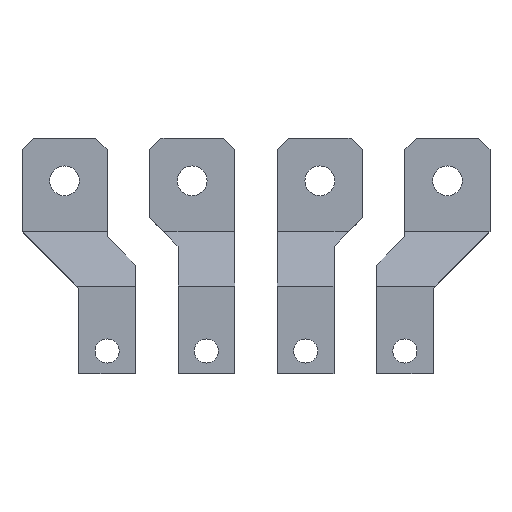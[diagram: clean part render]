
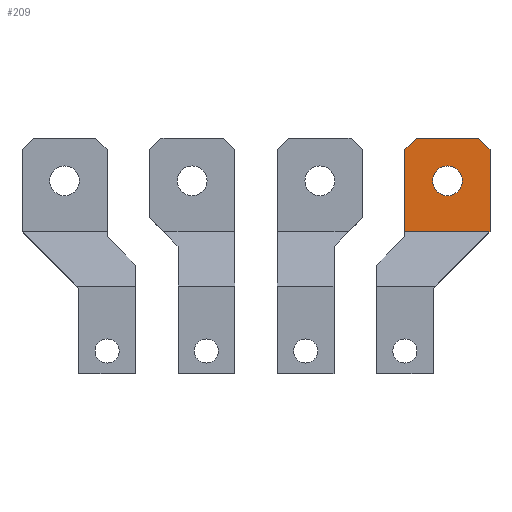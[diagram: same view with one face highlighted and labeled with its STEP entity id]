
A CAD part, front view. The second image highlights one B-rep face of the part: STEP entity #209.
In plain terms, the highlighted planar face has unit normal (0, -1, 0).
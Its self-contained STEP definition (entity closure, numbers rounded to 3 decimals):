
#148=AXIS2_PLACEMENT_3D('Plane Axis2P3D',#145,#146,#147) ;
#193=AXIS2_PLACEMENT_3D('Circle Axis2P3D',#191,#192,$) ;
#202=AXIS2_PLACEMENT_3D('Circle Axis2P3D',#200,#201,$) ;
#107=CARTESIAN_POINT('Vertex',(100.,25.,146.)) ;
#110=CARTESIAN_POINT('Line Origine',(85.,25.,146.)) ;
#114=CARTESIAN_POINT('Vertex',(70.,25.,146.)) ;
#145=CARTESIAN_POINT('Axis2P3D Location',(0.,25.,180.)) ;
#150=CARTESIAN_POINT('Line Origine',(98.,25.,177.)) ;
#154=CARTESIAN_POINT('Vertex',(100.,25.,175.)) ;
#156=CARTESIAN_POINT('Vertex',(96.,25.,179.)) ;
#159=CARTESIAN_POINT('Line Origine',(85.,25.,179.)) ;
#163=CARTESIAN_POINT('Vertex',(74.,25.,179.)) ;
#166=CARTESIAN_POINT('Line Origine',(72.,25.,177.)) ;
#170=CARTESIAN_POINT('Vertex',(70.,25.,175.)) ;
#173=CARTESIAN_POINT('Line Origine',(70.,25.,160.5)) ;
#178=CARTESIAN_POINT('Line Origine',(100.,25.,160.5)) ;
#191=CARTESIAN_POINT('Axis2P3D Location',(85.,25.,164.)) ;
#195=CARTESIAN_POINT('Vertex',(79.75,25.,164.)) ;
#197=CARTESIAN_POINT('Vertex',(90.25,25.,164.)) ;
#200=CARTESIAN_POINT('Axis2P3D Location',(85.,25.,164.)) ;
#111=DIRECTION('Vector Direction',(-1.,0.,0.)) ;
#146=DIRECTION('Axis2P3D Direction',(0.,1.,0.)) ;
#147=DIRECTION('Axis2P3D XDirection',(0.,0.,-1.)) ;
#151=DIRECTION('Vector Direction',(-0.707,0.,0.707)) ;
#160=DIRECTION('Vector Direction',(1.,0.,0.)) ;
#167=DIRECTION('Vector Direction',(0.707,0.,0.707)) ;
#174=DIRECTION('Vector Direction',(0.,0.,-1.)) ;
#179=DIRECTION('Vector Direction',(0.,0.,-1.)) ;
#192=DIRECTION('Axis2P3D Direction',(0.,1.,0.)) ;
#201=DIRECTION('Axis2P3D Direction',(0.,1.,0.)) ;
#112=VECTOR('Line Direction',#111,1.) ;
#152=VECTOR('Line Direction',#151,1.) ;
#161=VECTOR('Line Direction',#160,1.) ;
#168=VECTOR('Line Direction',#167,1.) ;
#175=VECTOR('Line Direction',#174,1.) ;
#180=VECTOR('Line Direction',#179,1.) ;
#184=ORIENTED_EDGE('',*,*,#158,.T.) ;
#185=ORIENTED_EDGE('',*,*,#165,.F.) ;
#186=ORIENTED_EDGE('',*,*,#172,.F.) ;
#187=ORIENTED_EDGE('',*,*,#177,.T.) ;
#188=ORIENTED_EDGE('',*,*,#116,.F.) ;
#189=ORIENTED_EDGE('',*,*,#182,.F.) ;
#206=ORIENTED_EDGE('',*,*,#199,.T.) ;
#207=ORIENTED_EDGE('',*,*,#204,.T.) ;
#208=FACE_BOUND('',#205,.T.) ;
#209=ADVANCED_FACE('Terminali anteriori divaricati ES superiori',(#190,#208),#149,.F.) ;
#194=CIRCLE('generated circle',#193,5.25) ;
#203=CIRCLE('generated circle',#202,5.25) ;
#116=EDGE_CURVE('',#108,#115,#113,.T.) ;
#158=EDGE_CURVE('',#155,#157,#153,.T.) ;
#165=EDGE_CURVE('',#164,#157,#162,.T.) ;
#172=EDGE_CURVE('',#171,#164,#169,.T.) ;
#177=EDGE_CURVE('',#171,#115,#176,.T.) ;
#182=EDGE_CURVE('',#155,#108,#181,.T.) ;
#199=EDGE_CURVE('',#196,#198,#194,.T.) ;
#204=EDGE_CURVE('',#198,#196,#203,.T.) ;
#183=EDGE_LOOP('',(#184,#185,#186,#187,#188,#189)) ;
#205=EDGE_LOOP('',(#206,#207)) ;
#190=FACE_OUTER_BOUND('',#183,.T.) ;
#113=LINE('Line',#110,#112) ;
#153=LINE('Line',#150,#152) ;
#162=LINE('Line',#159,#161) ;
#169=LINE('Line',#166,#168) ;
#176=LINE('Line',#173,#175) ;
#181=LINE('Line',#178,#180) ;
#149=PLANE('',#148) ;
#108=VERTEX_POINT('',#107) ;
#115=VERTEX_POINT('',#114) ;
#155=VERTEX_POINT('',#154) ;
#157=VERTEX_POINT('',#156) ;
#164=VERTEX_POINT('',#163) ;
#171=VERTEX_POINT('',#170) ;
#196=VERTEX_POINT('',#195) ;
#198=VERTEX_POINT('',#197) ;
